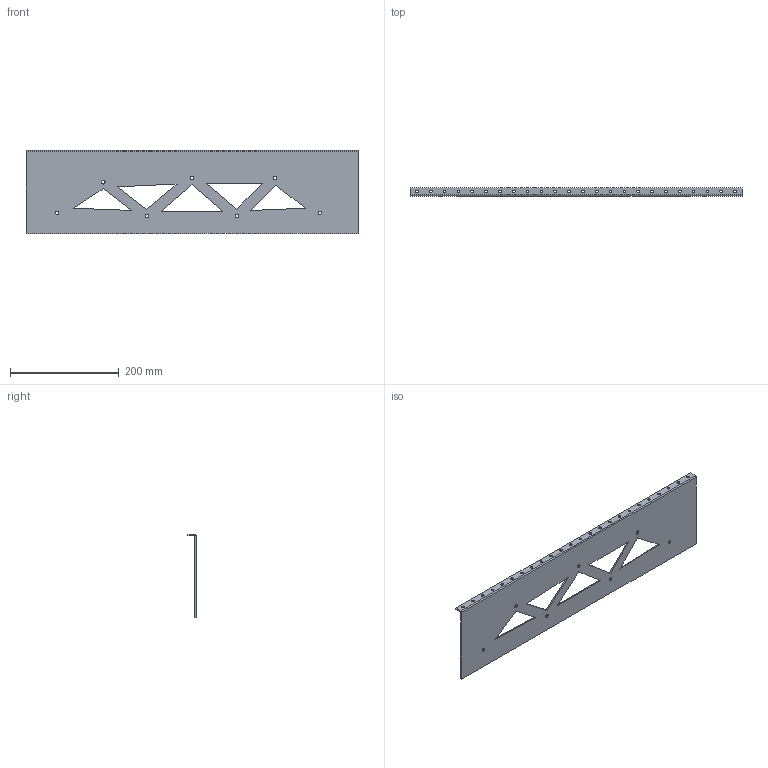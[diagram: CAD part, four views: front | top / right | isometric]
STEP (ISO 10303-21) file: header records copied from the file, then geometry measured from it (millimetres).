
FILE_DESCRIPTION(/* description */ ('STEP AP242','CAx-IF Rec.Pracs.---Representation and Presentation of Product Manufacturing Information (PMI)---4.0---2014-10-13','CAx-IF Rec.Pracs.---3D Tessellated Geometry---0.4---2014-09-14','2;1'),/* implementation_level */ '2;1');
FILE_NAME(/* name */ '668be6ebd1791a4369f579b6',/* time_stamp */ '2024-07-08T13:17:31Z',/* author */ (''),/* organization */ (''),/* preprocessor_version */ 'ST-DEVELOPER v20',/* originating_system */ ' ',/* authorisation */ ' ');
FILE_SCHEMA (('AP242_MANAGED_MODEL_BASED_3D_ENGINEERING_MIM_LF { 1 0 10303 442 1 1 4 }'));
Length unit declared in the file: metre
Products named in the file (1): Bracket
Bounding box: 609.6 x 14.73 x 152.4 mm (x, y, z)
Volume: 179037.5 mm3; surface area: 181845.1 mm2
Topology: 1 solids, 1 shells, 56 faces, 162 edges, 108 vertices
Faces by surface type: cylinder 33, plane 23
Full cylindrical faces by diameter (mm): 4.978 x24, 6.35 x7
Entity records: 1883 total; most frequent: DIRECTION 311, CARTESIAN_POINT 296, ORIENTED_EDGE 262, EDGE_LOOP 159, FACE_BOUND 159, EDGE_CURVE 131, AXIS2_PLACEMENT_3D 123, VERTEX_POINT 108
